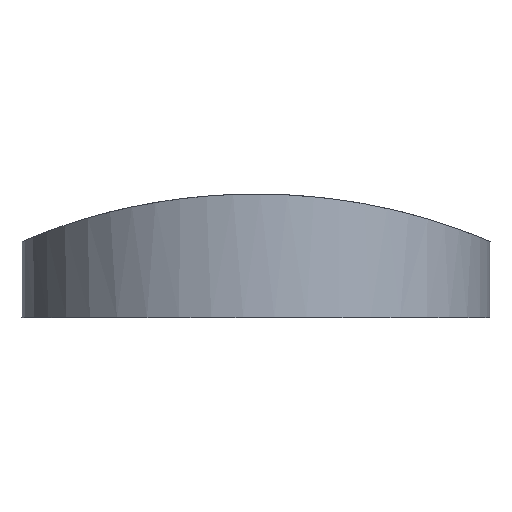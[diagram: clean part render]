
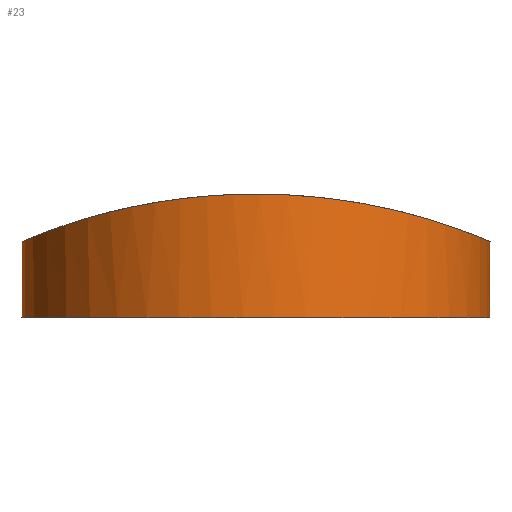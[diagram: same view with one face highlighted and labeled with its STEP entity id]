
A CAD part, left-side view. The second image highlights one B-rep face of the part: STEP entity #23.
In plain terms, the highlighted free-form (B-spline) face has degree [2, 1] with [5, 2] control points.
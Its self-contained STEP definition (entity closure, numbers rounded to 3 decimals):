
#23=ADVANCED_FACE('',(#35),#170,.T.);
#35=FACE_OUTER_BOUND('',#46,.T.);
#46=EDGE_LOOP('',(#85,#86,#87,#88));
#85=ORIENTED_EDGE('',*,*,#117,.T.);
#86=ORIENTED_EDGE('',*,*,#102,.F.);
#87=ORIENTED_EDGE('',*,*,#101,.T.);
#88=ORIENTED_EDGE('',*,*,#120,.T.);
#101=EDGE_CURVE('',#151,#160,#123,.T.);
#102=EDGE_CURVE('',#151,#149,#124,.T.);
#117=EDGE_CURVE('',#158,#149,#136,.T.);
#120=EDGE_CURVE('',#160,#158,#139,.T.);
#123=(
BOUNDED_CURVE()
B_SPLINE_CURVE(1,(#297,#298),.UNSPECIFIED.,.F.,.F.)
B_SPLINE_CURVE_WITH_KNOTS((2,2),(1.572,2.173),
 .UNSPECIFIED.)
CURVE()
GEOMETRIC_REPRESENTATION_ITEM()
RATIONAL_B_SPLINE_CURVE((1.,1.))
REPRESENTATION_ITEM('')
);
#124=(
BOUNDED_CURVE()
B_SPLINE_CURVE(3,(#299,#300,#301,#302,#303,#304,#305,#306,#307,#308,#309,
#310,#311,#312,#313,#314,#315,#316,#317,#318,#319,#320,#321,#322,#323,#324,
#325,#326,#327,#328,#329),.UNSPECIFIED.,.F.,.F.)
B_SPLINE_CURVE_WITH_KNOTS((4,3,3,3,3,3,3,3,3,3,4),(0.,1.017,
2.033,4.065,6.098,8.137,10.177,
12.21,14.242,15.258,16.275),
 .UNSPECIFIED.)
CURVE()
GEOMETRIC_REPRESENTATION_ITEM()
RATIONAL_B_SPLINE_CURVE((1.,1.,1.,1.,1.,1.,1.,1.,1.,1.,1.,1.,1.,1.,1.,1.,
1.,1.,1.,1.,
1.,1.,1.,1.,
1.,1.,1.,1.,
1.,1.,1.))
REPRESENTATION_ITEM('')
);
#136=(
BOUNDED_CURVE()
B_SPLINE_CURVE(1,(#449,#450),.UNSPECIFIED.,.F.,.F.)
B_SPLINE_CURVE_WITH_KNOTS((2,2),(5.363,7.025),
 .UNSPECIFIED.)
CURVE()
GEOMETRIC_REPRESENTATION_ITEM()
RATIONAL_B_SPLINE_CURVE((1.,1.))
REPRESENTATION_ITEM('')
);
#139=(
BOUNDED_CURVE()
B_SPLINE_CURVE(2,(#455,#456,#457,#458,#459,#460,#461),.UNSPECIFIED.,.F.,
 .F.)
B_SPLINE_CURVE_WITH_KNOTS((3,2,2,3),(-31.416,-23.562,
-15.711,-15.708),.UNSPECIFIED.)
CURVE()
GEOMETRIC_REPRESENTATION_ITEM()
RATIONAL_B_SPLINE_CURVE((1.,0.707,1.,0.707,1.,
1.,1.))
REPRESENTATION_ITEM('')
);
#149=VERTEX_POINT('',#275);
#151=VERTEX_POINT('',#277);
#158=VERTEX_POINT('',#284);
#160=VERTEX_POINT('',#286);
#170=(
BOUNDED_SURFACE()
B_SPLINE_SURFACE(2,1,((#260,#261),(#262,#263),(#264,#265),(#266,#267),(#268,
#269)),.UNSPECIFIED.,.F.,.F.,.F.)
B_SPLINE_SURFACE_WITH_KNOTS((3,2,3),(2,2),(15.708,23.562,
31.416),(0.,2.209),.UNSPECIFIED.)
GEOMETRIC_REPRESENTATION_ITEM()
RATIONAL_B_SPLINE_SURFACE(((1.,1.),(0.707,0.707),
(1.,1.),(0.707,0.707),(1.,1.)))
REPRESENTATION_ITEM('')
SURFACE()
);
#260=CARTESIAN_POINT('',(-40.893,-5.1,14.36));
#261=CARTESIAN_POINT('',(-40.893,-5.1,8.25));
#262=CARTESIAN_POINT('',(-45.993,-5.1,14.36));
#263=CARTESIAN_POINT('',(-45.993,-5.1,8.25));
#264=CARTESIAN_POINT('',(-45.993,0.,14.36));
#265=CARTESIAN_POINT('',(-45.993,0.,8.25));
#266=CARTESIAN_POINT('',(-45.993,5.1,14.36));
#267=CARTESIAN_POINT('',(-45.993,5.1,8.25));
#268=CARTESIAN_POINT('',(-40.893,5.1,14.36));
#269=CARTESIAN_POINT('',(-40.893,5.1,8.25));
#275=CARTESIAN_POINT('',(-40.893,-5.1,10.013));
#277=CARTESIAN_POINT('',(-40.893,5.1,10.013));
#284=CARTESIAN_POINT('',(-40.893,-5.1,8.35));
#286=CARTESIAN_POINT('',(-40.893,5.1,8.35));
#297=CARTESIAN_POINT('',(-40.893,5.1,10.013));
#298=CARTESIAN_POINT('',(-40.893,5.1,8.35));
#299=CARTESIAN_POINT('',(-40.893,5.1,10.013));
#300=CARTESIAN_POINT('',(-41.231,5.1,10.013));
#301=CARTESIAN_POINT('',(-41.568,5.066,10.027));
#302=CARTESIAN_POINT('',(-41.898,5.,10.055));
#303=CARTESIAN_POINT('',(-42.228,4.934,10.083));
#304=CARTESIAN_POINT('',(-42.55,4.835,10.124));
#305=CARTESIAN_POINT('',(-42.858,4.706,10.174));
#306=CARTESIAN_POINT('',(-43.475,4.449,10.275));
#307=CARTESIAN_POINT('',(-44.032,4.074,10.411));
#308=CARTESIAN_POINT('',(-44.5,3.606,10.546));
#309=CARTESIAN_POINT('',(-44.967,3.138,10.68));
#310=CARTESIAN_POINT('',(-45.342,2.582,10.81));
#311=CARTESIAN_POINT('',(-45.6,1.964,10.903));
#312=CARTESIAN_POINT('',(-45.858,1.345,10.996));
#313=CARTESIAN_POINT('',(-45.993,0.678,11.05));
#314=CARTESIAN_POINT('',(-45.993,0.,11.05));
#315=CARTESIAN_POINT('',(-45.993,-0.678,11.05));
#316=CARTESIAN_POINT('',(-45.858,-1.345,10.996));
#317=CARTESIAN_POINT('',(-45.6,-1.964,10.903));
#318=CARTESIAN_POINT('',(-45.342,-2.582,10.81));
#319=CARTESIAN_POINT('',(-44.967,-3.138,10.68));
#320=CARTESIAN_POINT('',(-44.5,-3.606,10.546));
#321=CARTESIAN_POINT('',(-44.032,-4.074,10.411));
#322=CARTESIAN_POINT('',(-43.475,-4.449,10.275));
#323=CARTESIAN_POINT('',(-42.858,-4.706,10.174));
#324=CARTESIAN_POINT('',(-42.55,-4.835,10.124));
#325=CARTESIAN_POINT('',(-42.228,-4.934,10.083));
#326=CARTESIAN_POINT('',(-41.898,-5.,10.055));
#327=CARTESIAN_POINT('',(-41.568,-5.066,10.027));
#328=CARTESIAN_POINT('',(-41.231,-5.1,10.013));
#329=CARTESIAN_POINT('',(-40.893,-5.1,10.013));
#449=CARTESIAN_POINT('',(-40.893,-5.1,8.35));
#450=CARTESIAN_POINT('',(-40.893,-5.1,10.013));
#455=CARTESIAN_POINT('',(-40.893,5.1,8.35));
#456=CARTESIAN_POINT('',(-45.993,5.1,8.35));
#457=CARTESIAN_POINT('',(-45.993,0.,8.35));
#458=CARTESIAN_POINT('',(-45.993,-5.097,8.35));
#459=CARTESIAN_POINT('',(-40.896,-5.1,8.35));
#460=CARTESIAN_POINT('',(-40.895,-5.1,8.35));
#461=CARTESIAN_POINT('',(-40.893,-5.1,8.35));
